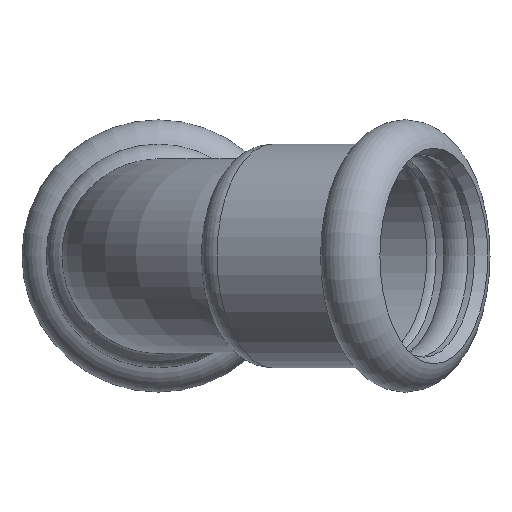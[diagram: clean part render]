
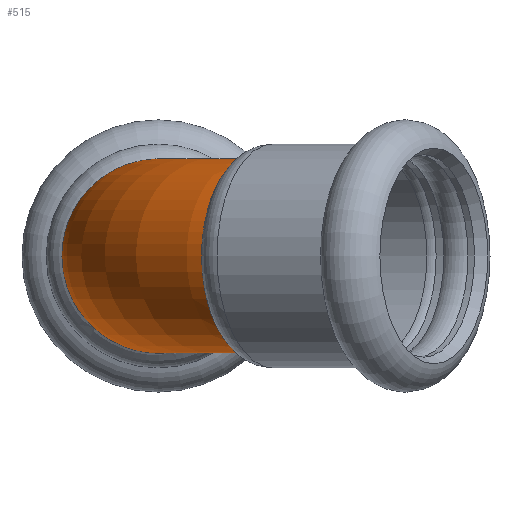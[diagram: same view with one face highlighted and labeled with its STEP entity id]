
A CAD part, left-side view. The second image highlights one B-rep face of the part: STEP entity #515.
In plain terms, the highlighted toroidal (fillet/blend) face has major radius 26 mm and minor radius 11 mm.
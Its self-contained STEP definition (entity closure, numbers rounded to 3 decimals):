
#17=B_SPLINE_CURVE_WITH_KNOTS('',3,(#903,#904,#905,#906,#907,#908,#909,
#910,#911,#912,#913,#914),.UNSPECIFIED.,.F.,.F.,(4,2,2,2,2,4),(5.234,
5.605,6.037,6.467,6.71,6.953),
 .UNSPECIFIED.);
#18=B_SPLINE_CURVE_WITH_KNOTS('',3,(#916,#917,#918,#919,#920,#921,#922,
#923,#924,#925,#926,#927,#928,#929,#930,#931,#932,#933,#934,#935),
 .UNSPECIFIED.,.F.,.F.,(4,2,2,2,2,2,2,2,2,4),(0.,0.428,0.858,
1.288,1.72,2.155,2.592,3.028,
3.458,3.477),.UNSPECIFIED.);
#19=B_SPLINE_CURVE_WITH_KNOTS('',3,(#936,#937,#938,#939,#940,#941,#942,
#943,#944,#945,#946,#947),.UNSPECIFIED.,.F.,.F.,(4,2,2,2,2,4),(3.477,
3.881,4.306,4.737,5.171,5.234),
 .UNSPECIFIED.);
#23=B_SPLINE_CURVE_WITH_KNOTS('',3,(#1030,#1031,#1032,#1033,#1034,#1035,
#1036,#1037,#1038,#1039,#1040,#1041),.UNSPECIFIED.,.F.,.F.,(4,2,2,2,2,4),
(3.477,3.881,4.306,4.737,5.171,
5.234),.UNSPECIFIED.);
#24=B_SPLINE_CURVE_WITH_KNOTS('',3,(#1043,#1044,#1045,#1046,#1047,#1048,
#1049,#1050,#1051,#1052,#1053,#1054,#1055,#1056,#1057,#1058,#1059,#1060,
#1061,#1062),.UNSPECIFIED.,.F.,.F.,(4,2,2,2,2,2,2,2,2,4),(0.,0.428,
0.858,1.288,1.72,2.155,2.592,
3.028,3.458,3.477),.UNSPECIFIED.);
#25=B_SPLINE_CURVE_WITH_KNOTS('',3,(#1063,#1064,#1065,#1066,#1067,#1068,
#1069,#1070,#1071,#1072,#1073,#1074),.UNSPECIFIED.,.F.,.F.,(4,2,2,2,2,4),
(5.234,5.605,6.037,6.467,6.71,
6.953),.UNSPECIFIED.);
#73=FACE_OUTER_BOUND('',#95,.T.);
#95=EDGE_LOOP('',(#440,#441,#442,#443,#444,#445,#446,#447));
#159=CIRCLE('',#616,15.);
#201=VERTEX_POINT('',#900);
#202=VERTEX_POINT('',#902);
#203=VERTEX_POINT('',#915);
#217=VERTEX_POINT('',#1027);
#218=VERTEX_POINT('',#1029);
#219=VERTEX_POINT('',#1042);
#273=EDGE_CURVE('',#201,#202,#17,.T.);
#274=EDGE_CURVE('',#202,#203,#18,.T.);
#275=EDGE_CURVE('',#203,#201,#19,.T.);
#296=EDGE_CURVE('',#218,#217,#23,.T.);
#297=EDGE_CURVE('',#219,#218,#24,.T.);
#298=EDGE_CURVE('',#217,#219,#25,.T.);
#306=EDGE_CURVE('',#218,#203,#159,.T.);
#440=ORIENTED_EDGE('',*,*,#297,.T.);
#441=ORIENTED_EDGE('',*,*,#306,.T.);
#442=ORIENTED_EDGE('',*,*,#274,.F.);
#443=ORIENTED_EDGE('',*,*,#273,.F.);
#444=ORIENTED_EDGE('',*,*,#275,.F.);
#445=ORIENTED_EDGE('',*,*,#306,.F.);
#446=ORIENTED_EDGE('',*,*,#296,.T.);
#447=ORIENTED_EDGE('',*,*,#298,.T.);
#496=TOROIDAL_SURFACE('',#615,26.,11.);
#515=ADVANCED_FACE('',(#73),#496,.T.);
#615=AXIS2_PLACEMENT_3D('',#1130,#784,#785);
#616=AXIS2_PLACEMENT_3D('',#1131,#786,#787);
#784=DIRECTION('center_axis',(0.,0.,-1.));
#785=DIRECTION('ref_axis',(-1.,0.,0.));
#786=DIRECTION('center_axis',(0.,0.,1.));
#787=DIRECTION('ref_axis',(-1.,0.,0.));
#900=CARTESIAN_POINT('',(-42.031,-10.426,10.999));
#902=CARTESIAN_POINT('',(-51.411,-4.925,0.));
#903=CARTESIAN_POINT('Ctrl Pts',(-42.031,-10.426,10.999));
#904=CARTESIAN_POINT('Ctrl Pts',(-43.095,-9.798,10.98));
#905=CARTESIAN_POINT('Ctrl Pts',(-44.15,-9.177,10.755));
#906=CARTESIAN_POINT('Ctrl Pts',(-46.321,-7.903,9.839));
#907=CARTESIAN_POINT('Ctrl Pts',(-47.395,-7.273,9.087));
#908=CARTESIAN_POINT('Ctrl Pts',(-49.228,-6.2,7.151));
#909=CARTESIAN_POINT('Ctrl Pts',(-49.972,-5.766,5.988));
#910=CARTESIAN_POINT('Ctrl Pts',(-50.8,-5.282,3.961));
#911=CARTESIAN_POINT('Ctrl Pts',(-51.028,-5.149,3.194));
#912=CARTESIAN_POINT('Ctrl Pts',(-51.334,-4.97,1.615));
#913=CARTESIAN_POINT('Ctrl Pts',(-51.411,-4.925,0.809));
#914=CARTESIAN_POINT('Ctrl Pts',(-51.411,-4.925,0.));
#915=CARTESIAN_POINT('',(-32.368,-16.214,0.));
#916=CARTESIAN_POINT('Ctrl Pts',(-51.411,-4.925,0.));
#917=CARTESIAN_POINT('Ctrl Pts',(-51.411,-4.925,-1.428));
#918=CARTESIAN_POINT('Ctrl Pts',(-51.17,-5.066,-2.843));
#919=CARTESIAN_POINT('Ctrl Pts',(-50.233,-5.613,-5.487));
#920=CARTESIAN_POINT('Ctrl Pts',(-49.546,-6.015,-6.692));
#921=CARTESIAN_POINT('Ctrl Pts',(-47.809,-7.031,-8.732));
#922=CARTESIAN_POINT('Ctrl Pts',(-46.776,-7.636,-9.547));
#923=CARTESIAN_POINT('Ctrl Pts',(-44.494,-8.975,-10.676));
#924=CARTESIAN_POINT('Ctrl Pts',(-43.267,-9.697,-10.978));
#925=CARTESIAN_POINT('Ctrl Pts',(-40.776,-11.166,-11.02));
#926=CARTESIAN_POINT('Ctrl Pts',(-39.537,-11.9,-10.758));
#927=CARTESIAN_POINT('Ctrl Pts',(-37.213,-13.284,-9.695));
#928=CARTESIAN_POINT('Ctrl Pts',(-36.151,-13.92,-8.901));
#929=CARTESIAN_POINT('Ctrl Pts',(-34.356,-15.002,-6.886));
#930=CARTESIAN_POINT('Ctrl Pts',(-33.638,-15.437,-5.683));
#931=CARTESIAN_POINT('Ctrl Pts',(-32.654,-16.038,-3.038));
#932=CARTESIAN_POINT('Ctrl Pts',(-32.391,-16.2,-1.625));
#933=CARTESIAN_POINT('Ctrl Pts',(-32.369,-16.214,-0.128));
#934=CARTESIAN_POINT('Ctrl Pts',(-32.368,-16.214,-0.064));
#935=CARTESIAN_POINT('Ctrl Pts',(-32.368,-16.214,0.));
#936=CARTESIAN_POINT('Ctrl Pts',(-32.368,-16.214,0.));
#937=CARTESIAN_POINT('Ctrl Pts',(-32.368,-16.214,1.347));
#938=CARTESIAN_POINT('Ctrl Pts',(-32.581,-16.083,2.681));
#939=CARTESIAN_POINT('Ctrl Pts',(-33.435,-15.562,5.258));
#940=CARTESIAN_POINT('Ctrl Pts',(-34.087,-15.165,6.465));
#941=CARTESIAN_POINT('Ctrl Pts',(-35.759,-14.155,8.542));
#942=CARTESIAN_POINT('Ctrl Pts',(-36.77,-13.549,9.388));
#943=CARTESIAN_POINT('Ctrl Pts',(-39.022,-12.206,10.59));
#944=CARTESIAN_POINT('Ctrl Pts',(-40.245,-11.481,10.931));
#945=CARTESIAN_POINT('Ctrl Pts',(-41.671,-10.638,10.999));
#946=CARTESIAN_POINT('Ctrl Pts',(-41.851,-10.532,11.002));
#947=CARTESIAN_POINT('Ctrl Pts',(-42.031,-10.426,10.999));
#1027=CARTESIAN_POINT('',(-23.972,0.,10.999));
#1029=CARTESIAN_POINT('',(-23.791,-11.262,0.));
#1030=CARTESIAN_POINT('Ctrl Pts',(-23.791,-11.262,0.));
#1031=CARTESIAN_POINT('Ctrl Pts',(-23.791,-11.262,1.347));
#1032=CARTESIAN_POINT('Ctrl Pts',(-23.798,-11.011,2.681));
#1033=CARTESIAN_POINT('Ctrl Pts',(-23.823,-10.012,5.258));
#1034=CARTESIAN_POINT('Ctrl Pts',(-23.84,-9.249,6.465));
#1035=CARTESIAN_POINT('Ctrl Pts',(-23.878,-7.296,8.542));
#1036=CARTESIAN_POINT('Ctrl Pts',(-23.898,-6.118,9.388));
#1037=CARTESIAN_POINT('Ctrl Pts',(-23.935,-3.496,10.59));
#1038=CARTESIAN_POINT('Ctrl Pts',(-23.951,-2.073,10.931));
#1039=CARTESIAN_POINT('Ctrl Pts',(-23.968,-0.417,
10.999));
#1040=CARTESIAN_POINT('Ctrl Pts',(-23.97,-0.209,
11.002));
#1041=CARTESIAN_POINT('Ctrl Pts',(-23.972,0.,
10.999));
#1042=CARTESIAN_POINT('',(-24.046,10.874,0.));
#1043=CARTESIAN_POINT('Ctrl Pts',(-24.046,10.874,0.));
#1044=CARTESIAN_POINT('Ctrl Pts',(-24.046,10.874,-1.428));
#1045=CARTESIAN_POINT('Ctrl Pts',(-24.044,10.595,-2.843));
#1046=CARTESIAN_POINT('Ctrl Pts',(-24.039,9.51,-5.487));
#1047=CARTESIAN_POINT('Ctrl Pts',(-24.035,8.714,-6.692));
#1048=CARTESIAN_POINT('Ctrl Pts',(-24.023,6.702,-8.732));
#1049=CARTESIAN_POINT('Ctrl Pts',(-24.016,5.505,-9.547));
#1050=CARTESIAN_POINT('Ctrl Pts',(-23.997,2.859,-10.676));
#1051=CARTESIAN_POINT('Ctrl Pts',(-23.986,1.435,-10.978));
#1052=CARTESIAN_POINT('Ctrl Pts',(-23.958,-1.456,-11.02));
#1053=CARTESIAN_POINT('Ctrl Pts',(-23.942,-2.897,-10.758));
#1054=CARTESIAN_POINT('Ctrl Pts',(-23.906,-5.601,-9.695));
#1055=CARTESIAN_POINT('Ctrl Pts',(-23.886,-6.839,-8.901));
#1056=CARTESIAN_POINT('Ctrl Pts',(-23.847,-8.934,-6.886));
#1057=CARTESIAN_POINT('Ctrl Pts',(-23.828,-9.774,-5.683));
#1058=CARTESIAN_POINT('Ctrl Pts',(-23.8,-10.926,-3.038));
#1059=CARTESIAN_POINT('Ctrl Pts',(-23.792,-11.235,-1.625));
#1060=CARTESIAN_POINT('Ctrl Pts',(-23.791,-11.261,-0.128));
#1061=CARTESIAN_POINT('Ctrl Pts',(-23.791,-11.262,-0.064));
#1062=CARTESIAN_POINT('Ctrl Pts',(-23.791,-11.262,0.));
#1063=CARTESIAN_POINT('Ctrl Pts',(-23.972,0.,
10.999));
#1064=CARTESIAN_POINT('Ctrl Pts',(-23.984,1.235,10.98));
#1065=CARTESIAN_POINT('Ctrl Pts',(-23.994,2.46,10.755));
#1066=CARTESIAN_POINT('Ctrl Pts',(-24.012,4.977,9.839));
#1067=CARTESIAN_POINT('Ctrl Pts',(-24.02,6.222,9.087));
#1068=CARTESIAN_POINT('Ctrl Pts',(-24.033,8.346,7.151));
#1069=CARTESIAN_POINT('Ctrl Pts',(-24.037,9.207,5.988));
#1070=CARTESIAN_POINT('Ctrl Pts',(-24.042,10.166,3.961));
#1071=CARTESIAN_POINT('Ctrl Pts',(-24.044,10.43,3.194));
#1072=CARTESIAN_POINT('Ctrl Pts',(-24.045,10.785,1.615));
#1073=CARTESIAN_POINT('Ctrl Pts',(-24.046,10.874,0.809));
#1074=CARTESIAN_POINT('Ctrl Pts',(-24.046,10.874,0.));
#1130=CARTESIAN_POINT('Origin',(-21.,-26.,0.));
#1131=CARTESIAN_POINT('Origin',(-21.,-26.,0.));
